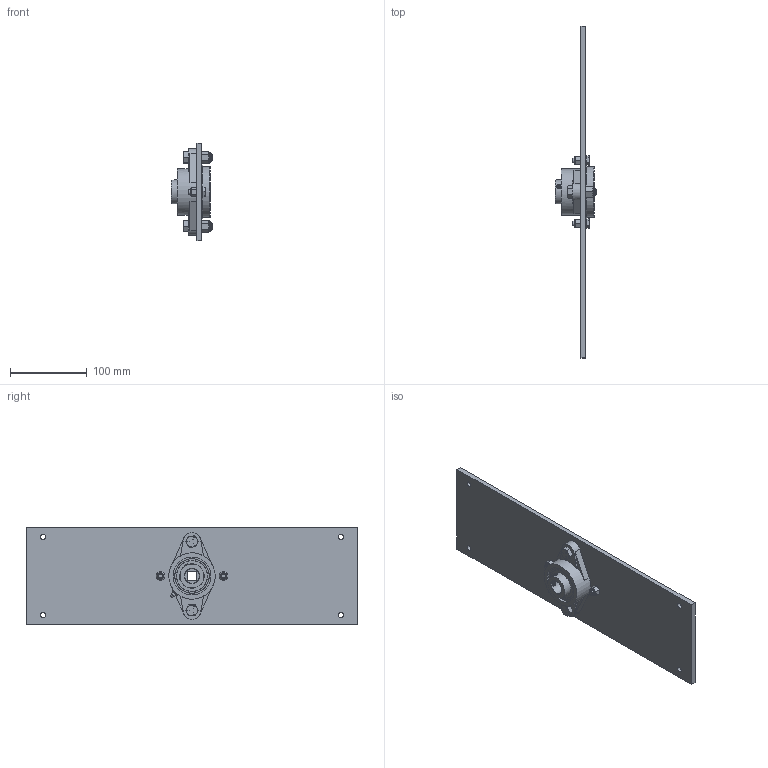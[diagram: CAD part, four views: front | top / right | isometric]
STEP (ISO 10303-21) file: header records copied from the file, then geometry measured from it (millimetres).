
FILE_DESCRIPTION(/* description */ (''),/* implementation_level */ '2;1');
FILE_NAME(/* name */ 'GE-18122.iam.stp',/* time_stamp */ '2018-01-01T11:24:10-08:00',/* author */ ('PhillipD'),/* organization */ (''),/* preprocessor_version */ 'ST-DEVELOPER v16.13',/* originating_system */ 'Autodesk Inventor 2018',/* authorisation */ '');
FILE_SCHEMA (('AUTOMOTIVE_DESIGN { 1 0 10303 214 3 1 1 }'));
Length unit declared in the file: inch
Products named in the file (12): GE-18122; GE-18056; GE-18096; GE-18096-1; GE-18096-2; GE-18097; GE-18097-1; GE-18097-2; hex_.375_16_1.25_92865A626; nylock_.375_16; hex_.25_20_.75_hex_.25_20_.75; nylock_.25_20
Assembly tree (15 placements, depth 3):
  GE-18122
    GE-18056
    GE-18096
      GE-18096-1
      GE-18096-2
    GE-18097
      GE-18097-1
      GE-18097-2
    hex_.375_16_1.25_92865A626  x2
    nylock_.375_16  x2
    hex_.25_20_.75_hex_.25_20_.75  x2
    nylock_.25_20  x2
Bounding box: 53.72 x 431.8 x 127 mm (x, y, z)
Volume: 454866.7 mm3; surface area: 169070.2 mm2
Topology: 17 solids, 17 shells, 405 faces, 1025 edges, 673 vertices
Faces by surface type: plane 196, cylinder 84, cone 54, torus 39, sphere 32
Full cylindrical faces by diameter (mm): 5.232 x2, 6 x2, 6.35 x8, 6.731 x4, 6.756 x4, 6.843 x2, 8.077 x2, 9.525 x6, 9.922 x2, 9.931 x2, 19.05 x1, 31.208 x2, 31.716 x2, 32.131 x1, 32.769 x1, 36.817 x1, 38.1 x2, 38.755 x2, 40.693 x4, 49.35 x2, 60.325 x1, 65.405 x1
Entity records: 11042 total; most frequent: CARTESIAN_POINT 3989, DIRECTION 1314, ORIENTED_EDGE 1266, EDGE_CURVE 633, AXIS2_PLACEMENT_3D 558, EDGE_LOOP 500, VERTEX_POINT 465, ADVANCED_FACE 298
